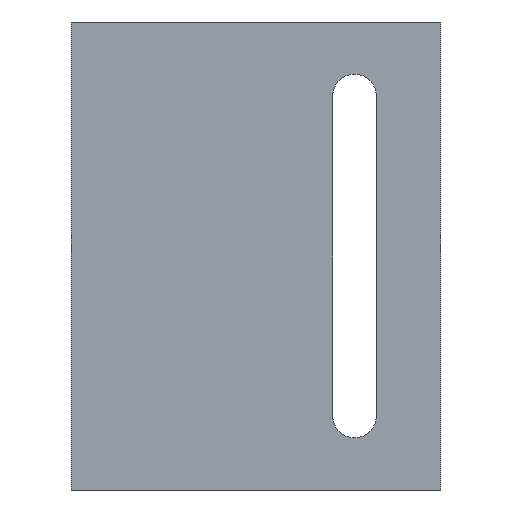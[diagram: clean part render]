
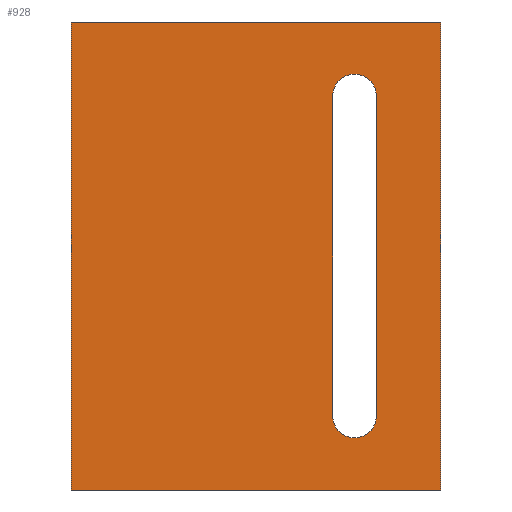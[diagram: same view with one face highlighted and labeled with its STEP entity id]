
A CAD part, front view. The second image highlights one B-rep face of the part: STEP entity #928.
In plain terms, the highlighted planar face has unit normal (0, -1, 0).
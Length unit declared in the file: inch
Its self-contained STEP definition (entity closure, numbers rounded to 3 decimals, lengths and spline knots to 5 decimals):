
#8 = AXIS2_PLACEMENT_3D ( 'NONE', #190, #191, #192 ) ;
#9 = EDGE_CURVE ( 'NONE', #517, #518, #797, .T. ) ;
#24 = AXIS2_PLACEMENT_3D ( 'NONE', #187, #188, #189 ) ;
#27 = EDGE_CURVE ( 'NONE', #515, #486, #861, .T. ) ;
#32 = AXIS2_PLACEMENT_3D ( 'NONE', #913, #916, #912 ) ;
#41 = EDGE_CURVE ( 'NONE', #514, #517, #579, .T. ) ;
#43 = EDGE_CURVE ( 'NONE', #512, #511, #629, .T. ) ;
#56 = EDGE_CURVE ( 'NONE', #518, #512, #585, .T. ) ;
#67 = EDGE_CURVE ( 'NONE', #509, #515, #588, .T. ) ;
#76 = EDGE_CURVE ( 'NONE', #509, #497, #682, .T. ) ;
#87 = AXIS2_PLACEMENT_3D ( 'NONE', #418, #419, #420 ) ;
#96 = EDGE_CURVE ( 'NONE', #497, #486, #609, .T. ) ;
#118 = EDGE_CURVE ( 'NONE', #511, #514, #674, .T. ) ;
#172 = CARTESIAN_POINT ( 'NONE',  ( 1.5, 0., 0.95 ) ) ;
#173 = DIRECTION ( 'NONE',  ( 0., 0., -1. ) ) ;
#187 = CARTESIAN_POINT ( 'NONE',  ( 1.15, 0., 0.65 ) ) ;
#188 = DIRECTION ( 'NONE',  ( 0., 1., 0. ) ) ;
#189 = DIRECTION ( 'NONE',  ( 0., 0., 1. ) ) ;
#190 = CARTESIAN_POINT ( 'NONE',  ( 1.15, 0., -0.65 ) ) ;
#191 = DIRECTION ( 'NONE',  ( 0., 1., 0. ) ) ;
#192 = DIRECTION ( 'NONE',  ( 0., 0., 1. ) ) ;
#209 = CARTESIAN_POINT ( 'NONE',  ( 1.2385, 0., -0.65 ) ) ;
#210 = DIRECTION ( 'NONE',  ( 0., 0., -1. ) ) ;
#219 = CARTESIAN_POINT ( 'NONE',  ( 0., 0., 0.95 ) ) ;
#220 = DIRECTION ( 'NONE',  ( 1., 0., 0. ) ) ;
#228 = CARTESIAN_POINT ( 'NONE',  ( 0., 0., 0.95 ) ) ;
#229 = DIRECTION ( 'NONE',  ( 0., 0., -1. ) ) ;
#253 = CARTESIAN_POINT ( 'NONE',  ( 0., 0., -0.95 ) ) ;
#254 = DIRECTION ( 'NONE',  ( 1., 0., 0. ) ) ;
#286 = CARTESIAN_POINT ( 'NONE',  ( 1.0615, 0., -0.65 ) ) ;
#287 = DIRECTION ( 'NONE',  ( 0., 0., 1. ) ) ;
#346 = CARTESIAN_POINT ( 'NONE',  ( 1.5, 0., -0.95 ) ) ;
#357 = CARTESIAN_POINT ( 'NONE',  ( 0., 0., -0.95 ) ) ;
#369 = CARTESIAN_POINT ( 'NONE',  ( 0., 0., 0.95 ) ) ;
#371 = CARTESIAN_POINT ( 'NONE',  ( 1.0615, 0., -0.65 ) ) ;
#372 = CARTESIAN_POINT ( 'NONE',  ( 1.2385, 0., -0.65 ) ) ;
#374 = CARTESIAN_POINT ( 'NONE',  ( 1.0615, 0., 0.65 ) ) ;
#375 = CARTESIAN_POINT ( 'NONE',  ( 1.5, 0., 0.95 ) ) ;
#377 = CARTESIAN_POINT ( 'NONE',  ( 1.15, 0., 0.7385 ) ) ;
#378 = CARTESIAN_POINT ( 'NONE',  ( 1.2385, 0., 0.65 ) ) ;
#417 = PLANE ( 'NONE',  #87 ) ;
#418 = CARTESIAN_POINT ( 'NONE',  ( 0., 0., 0.95 ) ) ;
#419 = DIRECTION ( 'NONE',  ( 0., 1., 0. ) ) ;
#420 = DIRECTION ( 'NONE',  ( 0., 0., 1. ) ) ;
#486 = VERTEX_POINT ( 'NONE', #346 ) ;
#497 = VERTEX_POINT ( 'NONE', #357 ) ;
#509 = VERTEX_POINT ( 'NONE', #369 ) ;
#511 = VERTEX_POINT ( 'NONE', #371 ) ;
#512 = VERTEX_POINT ( 'NONE', #372 ) ;
#514 = VERTEX_POINT ( 'NONE', #374 ) ;
#515 = VERTEX_POINT ( 'NONE', #375 ) ;
#517 = VERTEX_POINT ( 'NONE', #377 ) ;
#518 = VERTEX_POINT ( 'NONE', #378 ) ;
#539 = VECTOR ( 'NONE', #229, 39.37008 ) ;
#540 = FACE_OUTER_BOUND ( 'NONE', #835, .T. ) ;
#561 = VECTOR ( 'NONE', #210, 39.37008 ) ;
#579 = CIRCLE ( 'NONE', #24, 0.0885 ) ;
#582 = FACE_BOUND ( 'NONE', #894, .T. ) ;
#585 = LINE ( 'NONE', #209, #561 ) ;
#588 = LINE ( 'NONE', #219, #657 ) ;
#592 = VECTOR ( 'NONE', #287, 39.37008 ) ;
#600 = VECTOR ( 'NONE', #254, 39.37008 ) ;
#609 = LINE ( 'NONE', #253, #600 ) ;
#629 = CIRCLE ( 'NONE', #8, 0.0885 ) ;
#657 = VECTOR ( 'NONE', #220, 39.37008 ) ;
#674 = LINE ( 'NONE', #286, #592 ) ;
#682 = LINE ( 'NONE', #228, #539 ) ;
#774 = ORIENTED_EDGE ( 'NONE', *, *, #96, .T. ) ;
#787 = ORIENTED_EDGE ( 'NONE', *, *, #76, .T. ) ;
#797 = CIRCLE ( 'NONE', #32, 0.0885 ) ;
#812 = ORIENTED_EDGE ( 'NONE', *, *, #41, .T. ) ;
#815 = ORIENTED_EDGE ( 'NONE', *, *, #43, .T. ) ;
#821 = ORIENTED_EDGE ( 'NONE', *, *, #118, .T. ) ;
#823 = ORIENTED_EDGE ( 'NONE', *, *, #67, .F. ) ;
#828 = ORIENTED_EDGE ( 'NONE', *, *, #56, .T. ) ;
#830 = ORIENTED_EDGE ( 'NONE', *, *, #9, .T. ) ;
#832 = ORIENTED_EDGE ( 'NONE', *, *, #27, .F. ) ;
#835 = EDGE_LOOP ( 'NONE', ( #774, #832, #823, #787 ) ) ;
#839 = VECTOR ( 'NONE', #173, 39.37008 ) ;
#861 = LINE ( 'NONE', #172, #839 ) ;
#894 = EDGE_LOOP ( 'NONE', ( #828, #815, #821, #812, #830 ) ) ;
#912 = DIRECTION ( 'NONE',  ( 0., 0., 1. ) ) ;
#913 = CARTESIAN_POINT ( 'NONE',  ( 1.15, 0., 0.65 ) ) ;
#916 = DIRECTION ( 'NONE',  ( 0., 1., 0. ) ) ;
#928 = ADVANCED_FACE ( 'NONE', ( #582, #540 ), #417, .F. ) ;
